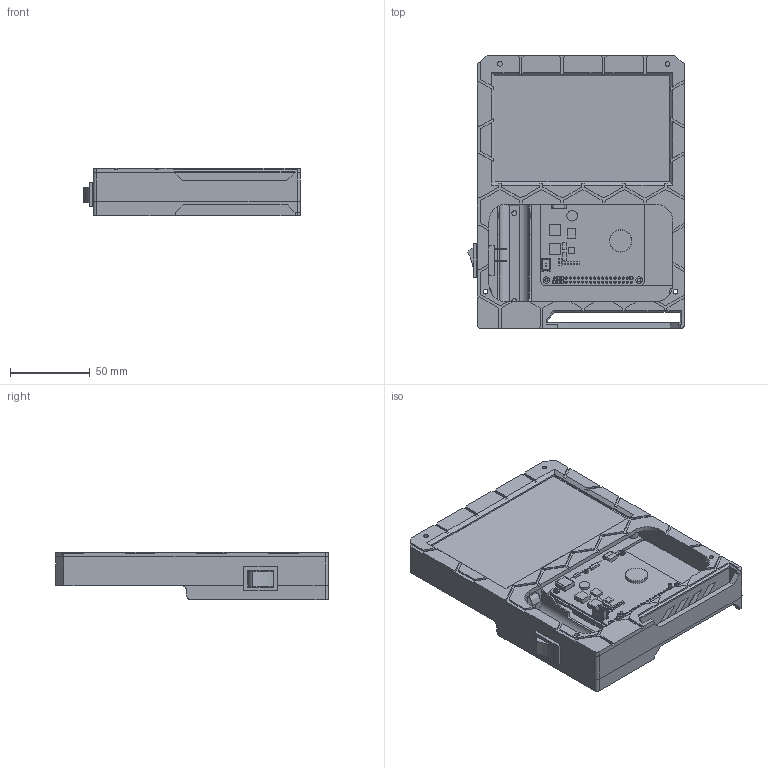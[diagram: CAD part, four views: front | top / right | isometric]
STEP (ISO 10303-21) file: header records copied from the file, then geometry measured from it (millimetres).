
FILE_DESCRIPTION(/* description */ (''),/* implementation_level */ '2;1');
FILE_NAME(/* name */ 't3rminal v13.step',/* time_stamp */ '2024-06-12T15:02:17-07:00',/* author */ (''),/* organization */ (''),/* preprocessor_version */ 'ST-DEVELOPER v20',/* originating_system */ 'Autodesk Translation Framework v13.14.0.145',/* authorisation */ '');
FILE_SCHEMA (('AUTOMOTIVE_DESIGN { 1 0 10303 214 3 1 1 }'));
Products named in the file (16): t3rminal; T3rminal_1; middle case; bottomcase; Electronics; raspberry pi 4 slim; BTT Pi TFT50 V2.0 ; Platine; Komponente2; battery holder 18650; 30X30X10 DC fan ; Component1; XL601 Power Switch v4; TOPCASE; pisugar2pro (1); 默认
Assembly tree (15 placements, depth 6):
  t3rminal
    T3rminal_1
      middle case
      bottomcase
      Electronics
        raspberry pi 4 slim
        BTT Pi TFT50 V2.0 
          Platine
            Komponente2
        battery holder 18650
        30X30X10 DC fan 
          Component1
        XL601 Power Switch v4
      TOPCASE
    pisugar2pro (1)
      默认
Bounding box: 135.73 x 170.66 x 30 mm (x, y, z)
Volume: 220334.1 mm3; surface area: 238008.9 mm2
Topology: 53 solids, 53 shells, 1852 faces, 4866 edges, 3209 vertices
Faces by surface type: plane 1271, cylinder 331, bspline 229, cone 16, torus 5
Full cylindrical faces by diameter (mm): 1 x47, 1.3 x40, 1.75 x6, 2 x5, 2.3 x11, 2.498 x2, 2.5 x7, 2.504 x2, 2.9 x10, 3 x8, 3.4 x4, 4 x6, 5.488 x2, 5.494 x2, 5.5 x12, 6 x9, 6.033 x4, 6.64 x1, 14 x1, 15.8 x1, 16.9 x2, 28.3 x1
Entity records: 63918 total; most frequent: CARTESIAN_POINT 18458, ORIENTED_EDGE 9732, DIRECTION 8413, EDGE_CURVE 4866, LINE 3705, VECTOR 3705, VERTEX_POINT 3209, AXIS2_PLACEMENT_3D 2354
